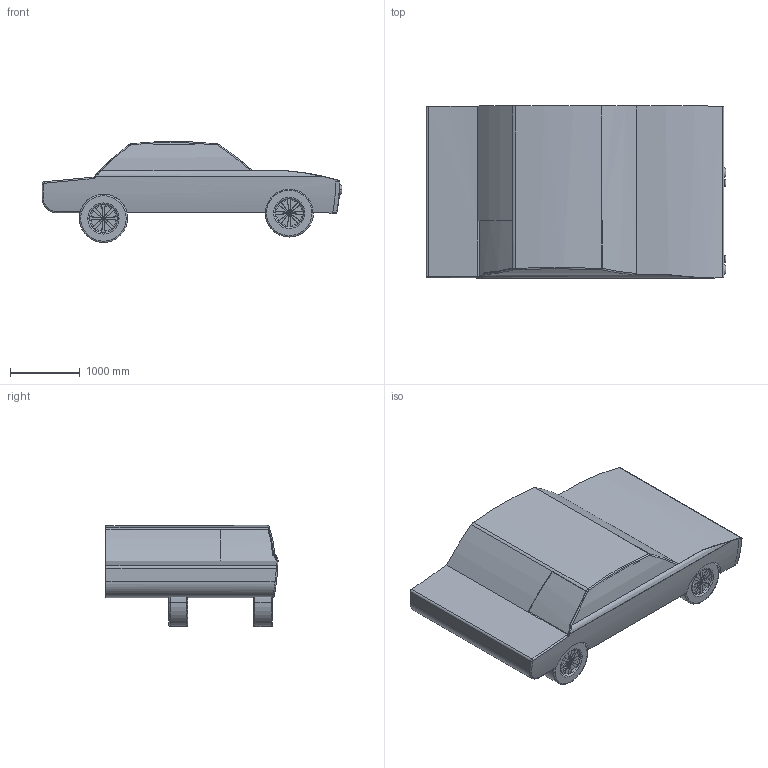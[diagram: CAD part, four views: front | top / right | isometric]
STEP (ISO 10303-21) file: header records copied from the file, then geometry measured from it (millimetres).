
FILE_DESCRIPTION(('CATIA V5 STEP Exchange'),'2;1');
FILE_NAME('Product2.stp','2022-02-25T15:22:53+00:00',('none'),('none'),'CATIA Version 5 Release 20 GA (IN-10)','CATIA V5 STEP AP203','none');
FILE_SCHEMA(('CONFIG_CONTROL_DESIGN'));
Length unit declared in the file: millimetre
Products named in the file (1): Product2
Assembly tree (5 placements, depth 2):
  Product2
    #58
    #5783  x4
Bounding box: 4293.32 x 2463 x 1447.53 mm (x, y, z)
Volume: 8936484497.7 mm3; surface area: 42143597.9 mm2
Topology: 6 solids, 6 shells, 324 faces, 871 edges, 566 vertices
Faces by surface type: cylinder 101, plane 99, torus 69, extrusion 18, bspline 16, revolution 12, cone 8, sphere 1
Entity records: 7697 total; most frequent: CARTESIAN_POINT 4322, ORIENTED_EDGE 816, DIRECTION 430, EDGE_CURVE 408, VERTEX_POINT 266, AXIS2_PLACEMENT_3D 232, B_SPLINE_CURVE_WITH_KNOTS 208, EDGE_LOOP 158
